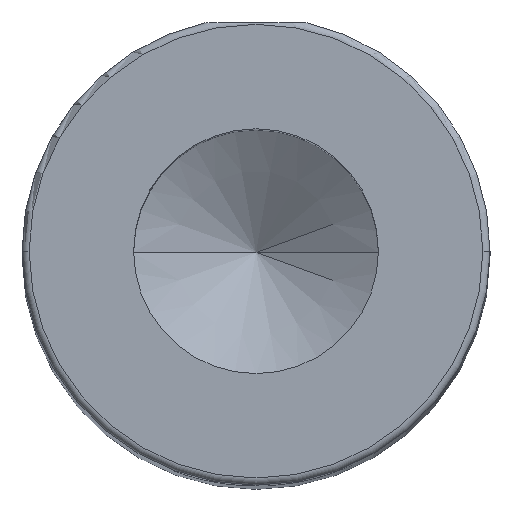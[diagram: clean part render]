
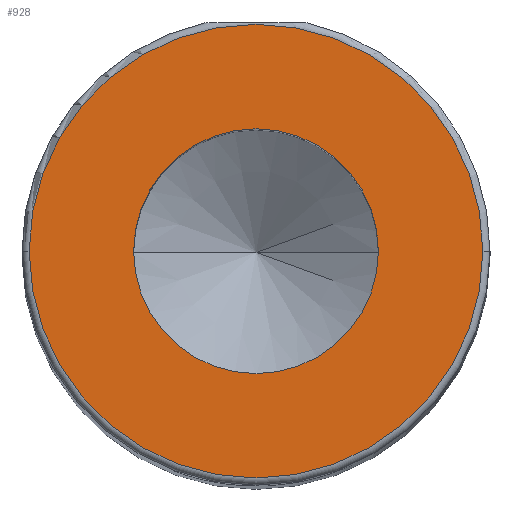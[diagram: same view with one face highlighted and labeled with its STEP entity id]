
A CAD part, top view. The second image highlights one B-rep face of the part: STEP entity #928.
In plain terms, the highlighted planar face has unit normal (0, 0, 1).
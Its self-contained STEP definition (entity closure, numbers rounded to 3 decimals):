
#37 = EDGE_CURVE ( 'NONE', #654, #328, #382, .T. ) ;
#63 = CARTESIAN_POINT ( 'NONE',  ( 0., 0., 35. ) ) ;
#72 = VERTEX_POINT ( 'NONE', #845 ) ;
#111 = CIRCLE ( 'NONE', #985, 3.4 ) ;
#120 = ORIENTED_EDGE ( 'NONE', *, *, #153, .T. ) ;
#153 = EDGE_CURVE ( 'NONE', #517, #72, #637, .T. ) ;
#160 = DIRECTION ( 'NONE',  ( 1., 0., 0. ) ) ;
#166 = CARTESIAN_POINT ( 'NONE',  ( -3.4, 0., 35. ) ) ;
#171 = DIRECTION ( 'NONE',  ( 0., 0., 1. ) ) ;
#225 = CARTESIAN_POINT ( 'NONE',  ( 0., 0., 35. ) ) ;
#232 = CARTESIAN_POINT ( 'NONE',  ( 6.3, 0., 35. ) ) ;
#267 = CARTESIAN_POINT ( 'NONE',  ( 0., 0., 35. ) ) ;
#291 = EDGE_LOOP ( 'NONE', ( #1221, #900 ) ) ;
#321 = DIRECTION ( 'NONE',  ( 1., 0., 0. ) ) ;
#328 = VERTEX_POINT ( 'NONE', #923 ) ;
#365 = DIRECTION ( 'NONE',  ( 1., 0., 0. ) ) ;
#382 = CIRCLE ( 'NONE', #837, 3.4 ) ;
#459 = PLANE ( 'NONE',  #697 ) ;
#464 = DIRECTION ( 'NONE',  ( 0., 0., 1. ) ) ;
#517 = VERTEX_POINT ( 'NONE', #232 ) ;
#583 = AXIS2_PLACEMENT_3D ( 'NONE', #63, #769, #160 ) ;
#637 = CIRCLE ( 'NONE', #583, 6.3 ) ;
#654 = VERTEX_POINT ( 'NONE', #166 ) ;
#697 = AXIS2_PLACEMENT_3D ( 'NONE', #776, #171, #879 ) ;
#706 = EDGE_CURVE ( 'NONE', #328, #654, #111, .T. ) ;
#727 = EDGE_CURVE ( 'NONE', #72, #517, #1098, .T. ) ;
#760 = FACE_BOUND ( 'NONE', #291, .T. ) ;
#769 = DIRECTION ( 'NONE',  ( 0., 0., 1. ) ) ;
#776 = CARTESIAN_POINT ( 'NONE',  ( 0., 0., 35. ) ) ;
#837 = AXIS2_PLACEMENT_3D ( 'NONE', #225, #937, #321 ) ;
#845 = CARTESIAN_POINT ( 'NONE',  ( -6.3, 0., 35. ) ) ;
#879 = DIRECTION ( 'NONE',  ( 1., 0., 0. ) ) ;
#900 = ORIENTED_EDGE ( 'NONE', *, *, #37, .F. ) ;
#923 = CARTESIAN_POINT ( 'NONE',  ( 3.4, 0., 35. ) ) ;
#928 = ADVANCED_FACE ( 'NONE', ( #760, #1264 ), #459, .T. ) ;
#937 = DIRECTION ( 'NONE',  ( 0., 0., 1. ) ) ;
#978 = DIRECTION ( 'NONE',  ( 0., 0., 1. ) ) ;
#985 = AXIS2_PLACEMENT_3D ( 'NONE', #1085, #464, #1189 ) ;
#1036 = ORIENTED_EDGE ( 'NONE', *, *, #727, .T. ) ;
#1085 = CARTESIAN_POINT ( 'NONE',  ( 0., 0., 35. ) ) ;
#1098 = CIRCLE ( 'NONE', #1209, 6.3 ) ;
#1189 = DIRECTION ( 'NONE',  ( 1., 0., 0. ) ) ;
#1198 = EDGE_LOOP ( 'NONE', ( #120, #1036 ) ) ;
#1209 = AXIS2_PLACEMENT_3D ( 'NONE', #267, #978, #365 ) ;
#1221 = ORIENTED_EDGE ( 'NONE', *, *, #706, .F. ) ;
#1264 = FACE_OUTER_BOUND ( 'NONE', #1198, .T. ) ;
